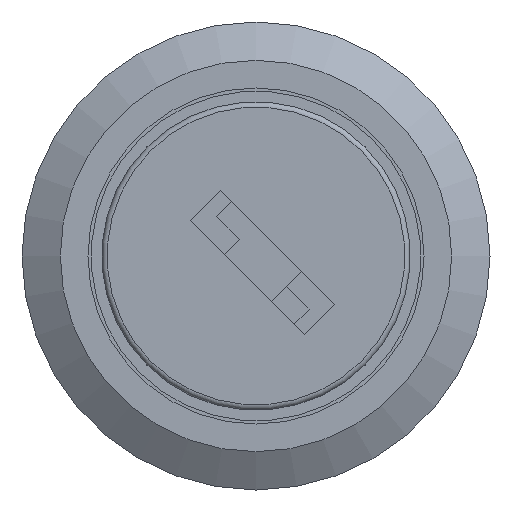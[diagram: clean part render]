
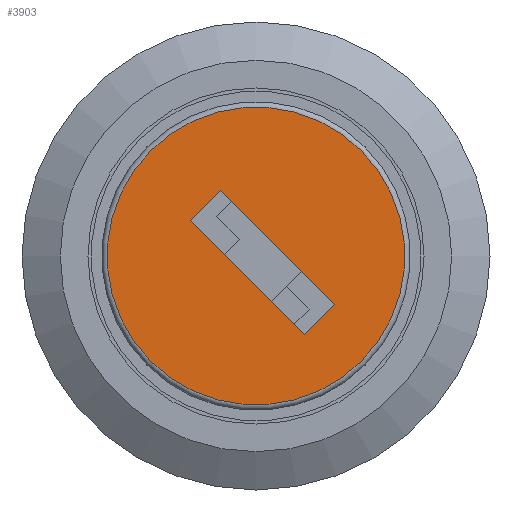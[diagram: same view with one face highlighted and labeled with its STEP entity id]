
A CAD part, left-side view. The second image highlights one B-rep face of the part: STEP entity #3903.
In plain terms, the highlighted planar face has unit normal (-1, 0, 0).
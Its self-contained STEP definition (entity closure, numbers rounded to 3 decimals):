
#120=FACE_BOUND('',#547,.T.);
#167=PLANE('',#4154);
#324=FACE_OUTER_BOUND('',#546,.T.);
#546=EDGE_LOOP('',(#2796));
#547=EDGE_LOOP('',(#2797,#2798,#2799,#2800));
#782=LINE('',#5469,#1200);
#796=LINE('',#5497,#1214);
#820=LINE('',#5554,#1238);
#821=LINE('',#5555,#1239);
#1200=VECTOR('',#4457,10.);
#1214=VECTOR('',#4477,10.);
#1238=VECTOR('',#4539,10.);
#1239=VECTOR('',#4540,10.);
#1614=CIRCLE('',#4153,7.);
#1723=VERTEX_POINT('',#5466);
#1724=VERTEX_POINT('',#5468);
#1734=VERTEX_POINT('',#5494);
#1735=VERTEX_POINT('',#5496);
#1749=VERTEX_POINT('',#5550);
#2118=EDGE_CURVE('',#1724,#1723,#782,.T.);
#2132=EDGE_CURVE('',#1735,#1734,#796,.T.);
#2159=EDGE_CURVE('',#1749,#1749,#1614,.T.);
#2160=EDGE_CURVE('',#1723,#1735,#820,.T.);
#2161=EDGE_CURVE('',#1734,#1724,#821,.T.);
#2796=ORIENTED_EDGE('',*,*,#2159,.F.);
#2797=ORIENTED_EDGE('',*,*,#2118,.T.);
#2798=ORIENTED_EDGE('',*,*,#2160,.T.);
#2799=ORIENTED_EDGE('',*,*,#2132,.T.);
#2800=ORIENTED_EDGE('',*,*,#2161,.T.);
#3903=ADVANCED_FACE('',(#324,#120),#167,.T.);
#4153=AXIS2_PLACEMENT_3D('',#5552,#4535,#4536);
#4154=AXIS2_PLACEMENT_3D('',#5553,#4537,#4538);
#4457=DIRECTION('',(0.,0.707,0.707));
#4477=DIRECTION('',(0.,-0.707,-0.707));
#4535=DIRECTION('center_axis',(1.,0.,0.));
#4536=DIRECTION('ref_axis',(0.,-0.707,0.707));
#4537=DIRECTION('center_axis',(-1.,0.,0.));
#4538=DIRECTION('ref_axis',(0.,0.707,-0.707));
#4539=DIRECTION('',(0.,-0.707,0.707));
#4540=DIRECTION('',(0.,0.707,-0.707));
#5466=CARTESIAN_POINT('',(-1.8,3.076,1.662));
#5468=CARTESIAN_POINT('',(-1.8,-2.298,-3.712));
#5469=CARTESIAN_POINT('',(-1.8,-0.795,-2.21));
#5494=CARTESIAN_POINT('',(-1.8,-3.712,-2.298));
#5496=CARTESIAN_POINT('',(-1.8,1.662,3.076));
#5497=CARTESIAN_POINT('',(-1.8,0.477,1.892));
#5550=CARTESIAN_POINT('',(-1.8,4.95,-4.95));
#5552=CARTESIAN_POINT('Origin',(-1.8,0.,0.));
#5553=CARTESIAN_POINT('Origin',(-1.8,0.,0.));
#5554=CARTESIAN_POINT('',(-1.8,2.722,2.015));
#5555=CARTESIAN_POINT('',(-1.8,-3.359,-2.652));
